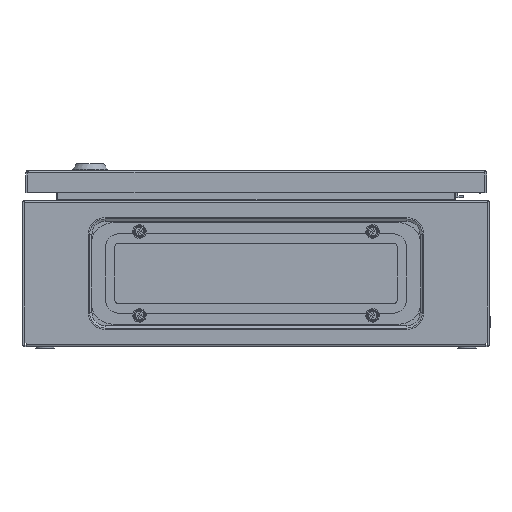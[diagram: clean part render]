
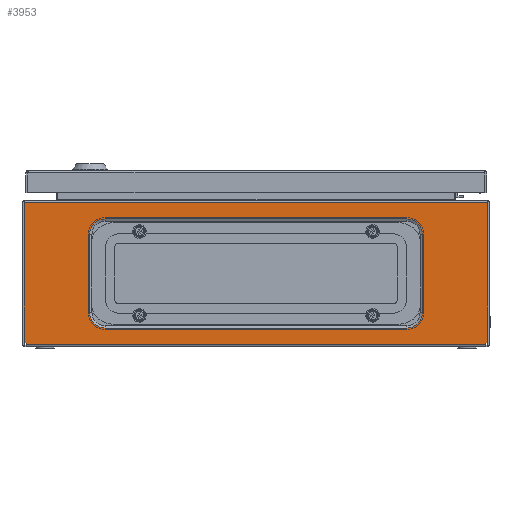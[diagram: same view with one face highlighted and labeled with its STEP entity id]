
A CAD part, front view. The second image highlights one B-rep face of the part: STEP entity #3953.
In plain terms, the highlighted planar face has unit normal (0, -1, 0).
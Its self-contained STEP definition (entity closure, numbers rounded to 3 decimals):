
#538 = AXIS2_PLACEMENT_3D ( 'NONE', #40569, #8128, #45803 ) ;
#878 = EDGE_CURVE ( 'NONE', #60065, #44861, #11276, .T. ) ;
#1915 = VERTEX_POINT ( 'NONE', #23984 ) ;
#3108 = CARTESIAN_POINT ( 'NONE',  ( 142.8, -200., 125.7 ) ) ;
#3606 = EDGE_CURVE ( 'NONE', #49228, #52142, #24487, .T. ) ;
#3928 = DIRECTION ( 'NONE',  ( 0., 1., 0. ) ) ;
#3953 = ADVANCED_FACE ( 'NONE', ( #4522, #51427 ), #60670, .F. ) ;
#4020 = CARTESIAN_POINT ( 'NONE',  ( -197., -200., 0. ) ) ;
#4321 = EDGE_CURVE ( 'NONE', #22540, #12426, #9378, .T. ) ;
#4522 = FACE_BOUND ( 'NONE', #50985, .T. ) ;
#4538 = CARTESIAN_POINT ( 'NONE',  ( 129.5, -200., 29.35 ) ) ;
#5368 = VECTOR ( 'NONE', #48474, 1000. ) ;
#6031 = CARTESIAN_POINT ( 'NONE',  ( -200., -200., 3. ) ) ;
#6434 = VERTEX_POINT ( 'NONE', #53075 ) ;
#6697 = DIRECTION ( 'NONE',  ( -1., 0., 0. ) ) ;
#6954 = AXIS2_PLACEMENT_3D ( 'NONE', #4538, #61000, #23077 ) ;
#7374 = VECTOR ( 'NONE', #56943, 1000. ) ;
#7843 = CARTESIAN_POINT ( 'NONE',  ( 142.8, -200., 96.35 ) ) ;
#7919 = CIRCLE ( 'NONE', #6954, 13.3 ) ;
#7994 = EDGE_CURVE ( 'NONE', #43101, #1915, #9773, .T. ) ;
#8128 = DIRECTION ( 'NONE',  ( 0., 1., 0. ) ) ;
#9378 = LINE ( 'NONE', #36280, #59705 ) ;
#9707 = CIRCLE ( 'NONE', #44237, 13.3 ) ;
#9710 = VECTOR ( 'NONE', #41073, 1000. ) ;
#9773 = LINE ( 'NONE', #3108, #34446 ) ;
#10367 = ORIENTED_EDGE ( 'NONE', *, *, #17151, .T. ) ;
#11072 = ORIENTED_EDGE ( 'NONE', *, *, #47957, .T. ) ;
#11276 = LINE ( 'NONE', #14798, #15639 ) ;
#11642 = ORIENTED_EDGE ( 'NONE', *, *, #33639, .F. ) ;
#12401 = ORIENTED_EDGE ( 'NONE', *, *, #878, .T. ) ;
#12411 = EDGE_CURVE ( 'NONE', #60017, #6434, #48024, .T. ) ;
#12426 = VERTEX_POINT ( 'NONE', #19942 ) ;
#12815 = DIRECTION ( 'NONE',  ( 0., 0., 1. ) ) ;
#13059 = CARTESIAN_POINT ( 'NONE',  ( 197., -200., 0. ) ) ;
#13252 = DIRECTION ( 'NONE',  ( 0., 0., -1. ) ) ;
#13328 = CIRCLE ( 'NONE', #20286, 13.3 ) ;
#14798 = CARTESIAN_POINT ( 'NONE',  ( 200., -200., 109.65 ) ) ;
#15074 = VERTEX_POINT ( 'NONE', #51348 ) ;
#15639 = VECTOR ( 'NONE', #24050, 1000. ) ;
#16302 = CIRCLE ( 'NONE', #538, 13.3 ) ;
#16379 = DIRECTION ( 'NONE',  ( -1., 0., 0. ) ) ;
#17151 = EDGE_CURVE ( 'NONE', #55321, #60017, #50541, .T. ) ;
#18316 = LINE ( 'NONE', #13059, #18818 ) ;
#18818 = VECTOR ( 'NONE', #60256, 1000. ) ;
#18849 = DIRECTION ( 'NONE',  ( 0., 0., 1. ) ) ;
#19449 = EDGE_CURVE ( 'NONE', #27106, #34993, #46604, .T. ) ;
#19451 = EDGE_CURVE ( 'NONE', #27106, #52848, #36735, .T. ) ;
#19644 = DIRECTION ( 'NONE',  ( 0., 0., 1. ) ) ;
#19942 = CARTESIAN_POINT ( 'NONE',  ( -198.659, -200., 123.9 ) ) ;
#20286 = AXIS2_PLACEMENT_3D ( 'NONE', #45208, #26060, #50419 ) ;
#20410 = CARTESIAN_POINT ( 'NONE',  ( -198.659, -200., 123.9 ) ) ;
#20965 = ORIENTED_EDGE ( 'NONE', *, *, #39255, .T. ) ;
#21885 = DIRECTION ( 'NONE',  ( 1., 0., 0. ) ) ;
#22047 = CARTESIAN_POINT ( 'NONE',  ( 197., -200., 1.8 ) ) ;
#22270 = CARTESIAN_POINT ( 'NONE',  ( -129.5, -200., 16.05 ) ) ;
#22540 = VERTEX_POINT ( 'NONE', #50488 ) ;
#22714 = ORIENTED_EDGE ( 'NONE', *, *, #3606, .T. ) ;
#23077 = DIRECTION ( 'NONE',  ( -1., 0., 0. ) ) ;
#23984 = CARTESIAN_POINT ( 'NONE',  ( 142.8, -200., 29.35 ) ) ;
#24050 = DIRECTION ( 'NONE',  ( 1., 0., 0. ) ) ;
#24487 = LINE ( 'NONE', #47607, #37133 ) ;
#24783 = ORIENTED_EDGE ( 'NONE', *, *, #4321, .F. ) ;
#25314 = ORIENTED_EDGE ( 'NONE', *, *, #55541, .T. ) ;
#26060 = DIRECTION ( 'NONE',  ( 0., 1., 0. ) ) ;
#26113 = ORIENTED_EDGE ( 'NONE', *, *, #7994, .T. ) ;
#27106 = VERTEX_POINT ( 'NONE', #58946 ) ;
#27494 = CARTESIAN_POINT ( 'NONE',  ( -197., -200., 1.8 ) ) ;
#27619 = VECTOR ( 'NONE', #6697, 1000. ) ;
#29931 = ORIENTED_EDGE ( 'NONE', *, *, #12411, .T. ) ;
#30697 = EDGE_CURVE ( 'NONE', #12426, #6434, #39520, .T. ) ;
#30918 = ORIENTED_EDGE ( 'NONE', *, *, #30697, .F. ) ;
#31012 = ORIENTED_EDGE ( 'NONE', *, *, #19451, .F. ) ;
#32920 = DIRECTION ( 'NONE',  ( -1., 0., 0. ) ) ;
#33514 = CARTESIAN_POINT ( 'NONE',  ( 197., -200., 3. ) ) ;
#33639 = EDGE_CURVE ( 'NONE', #52848, #22540, #47691, .T. ) ;
#33808 = CARTESIAN_POINT ( 'NONE',  ( 198.659, -200., 125.7 ) ) ;
#34191 = AXIS2_PLACEMENT_3D ( 'NONE', #51138, #3928, #32920 ) ;
#34446 = VECTOR ( 'NONE', #13252, 1000. ) ;
#34993 = VERTEX_POINT ( 'NONE', #22047 ) ;
#35690 = CARTESIAN_POINT ( 'NONE',  ( 200., -200., 16.05 ) ) ;
#35932 = CARTESIAN_POINT ( 'NONE',  ( -142.8, -200., 29.35 ) ) ;
#36280 = CARTESIAN_POINT ( 'NONE',  ( -198.659, -200., 125.7 ) ) ;
#36735 = LINE ( 'NONE', #4020, #48158 ) ;
#37133 = VECTOR ( 'NONE', #38351, 1000. ) ;
#37531 = ORIENTED_EDGE ( 'NONE', *, *, #55242, .T. ) ;
#38351 = DIRECTION ( 'NONE',  ( 0., 0., 1. ) ) ;
#39255 = EDGE_CURVE ( 'NONE', #55895, #49228, #9707, .T. ) ;
#39520 = LINE ( 'NONE', #20410, #5368 ) ;
#39621 = ORIENTED_EDGE ( 'NONE', *, *, #47952, .T. ) ;
#39711 = LINE ( 'NONE', #35690, #27619 ) ;
#40569 = CARTESIAN_POINT ( 'NONE',  ( 129.5, -200., 96.35 ) ) ;
#41073 = DIRECTION ( 'NONE',  ( 1., 0., 0. ) ) ;
#42149 = VECTOR ( 'NONE', #19644, 1000. ) ;
#43101 = VERTEX_POINT ( 'NONE', #7843 ) ;
#43376 = ORIENTED_EDGE ( 'NONE', *, *, #53705, .T. ) ;
#43656 = CARTESIAN_POINT ( 'NONE',  ( -197., -200., 3. ) ) ;
#43870 = VECTOR ( 'NONE', #21885, 1000. ) ;
#43922 = CARTESIAN_POINT ( 'NONE',  ( 198.659, -200., 3. ) ) ;
#44237 = AXIS2_PLACEMENT_3D ( 'NONE', #50310, #49685, #16379 ) ;
#44861 = VERTEX_POINT ( 'NONE', #53325 ) ;
#45208 = CARTESIAN_POINT ( 'NONE',  ( -129.5, -200., 96.35 ) ) ;
#45803 = DIRECTION ( 'NONE',  ( -1., 0., 0. ) ) ;
#46604 = LINE ( 'NONE', #27494, #9710 ) ;
#47527 = CARTESIAN_POINT ( 'NONE',  ( -142.8, -200., 96.35 ) ) ;
#47607 = CARTESIAN_POINT ( 'NONE',  ( -142.8, -200., 125.7 ) ) ;
#47691 = LINE ( 'NONE', #6031, #7374 ) ;
#47952 = EDGE_CURVE ( 'NONE', #52142, #60065, #13328, .T. ) ;
#47957 = EDGE_CURVE ( 'NONE', #44861, #43101, #16302, .T. ) ;
#48024 = LINE ( 'NONE', #33808, #42149 ) ;
#48158 = VECTOR ( 'NONE', #18849, 1000. ) ;
#48474 = DIRECTION ( 'NONE',  ( 1., 0., 0. ) ) ;
#49228 = VERTEX_POINT ( 'NONE', #35932 ) ;
#49547 = ORIENTED_EDGE ( 'NONE', *, *, #19449, .T. ) ;
#49637 = CARTESIAN_POINT ( 'NONE',  ( 200., -200., 3. ) ) ;
#49685 = DIRECTION ( 'NONE',  ( 0., 1., 0. ) ) ;
#50310 = CARTESIAN_POINT ( 'NONE',  ( -129.5, -200., 29.35 ) ) ;
#50419 = DIRECTION ( 'NONE',  ( -1., 0., 0. ) ) ;
#50488 = CARTESIAN_POINT ( 'NONE',  ( -198.659, -200., 3. ) ) ;
#50541 = LINE ( 'NONE', #49637, #43870 ) ;
#50985 = EDGE_LOOP ( 'NONE', ( #22714, #39621, #12401, #11072, #26113, #43376, #37531, #20965 ) ) ;
#51138 = CARTESIAN_POINT ( 'NONE',  ( 200., -200., 125.7 ) ) ;
#51348 = CARTESIAN_POINT ( 'NONE',  ( 129.5, -200., 16.05 ) ) ;
#51427 = FACE_OUTER_BOUND ( 'NONE', #57289, .T. ) ;
#52142 = VERTEX_POINT ( 'NONE', #47527 ) ;
#52848 = VERTEX_POINT ( 'NONE', #43656 ) ;
#53075 = CARTESIAN_POINT ( 'NONE',  ( 198.659, -200., 123.9 ) ) ;
#53325 = CARTESIAN_POINT ( 'NONE',  ( 129.5, -200., 109.65 ) ) ;
#53705 = EDGE_CURVE ( 'NONE', #1915, #15074, #7919, .T. ) ;
#54770 = CARTESIAN_POINT ( 'NONE',  ( -129.5, -200., 109.65 ) ) ;
#55242 = EDGE_CURVE ( 'NONE', #15074, #55895, #39711, .T. ) ;
#55321 = VERTEX_POINT ( 'NONE', #33514 ) ;
#55541 = EDGE_CURVE ( 'NONE', #34993, #55321, #18316, .T. ) ;
#55895 = VERTEX_POINT ( 'NONE', #22270 ) ;
#56943 = DIRECTION ( 'NONE',  ( -1., 0., 0. ) ) ;
#57289 = EDGE_LOOP ( 'NONE', ( #24783, #11642, #31012, #49547, #25314, #10367, #29931, #30918 ) ) ;
#58946 = CARTESIAN_POINT ( 'NONE',  ( -197., -200., 1.8 ) ) ;
#59705 = VECTOR ( 'NONE', #12815, 1000. ) ;
#60017 = VERTEX_POINT ( 'NONE', #43922 ) ;
#60065 = VERTEX_POINT ( 'NONE', #54770 ) ;
#60256 = DIRECTION ( 'NONE',  ( 0., 0., 1. ) ) ;
#60670 = PLANE ( 'NONE',  #34191 ) ;
#61000 = DIRECTION ( 'NONE',  ( 0., 1., 0. ) ) ;
